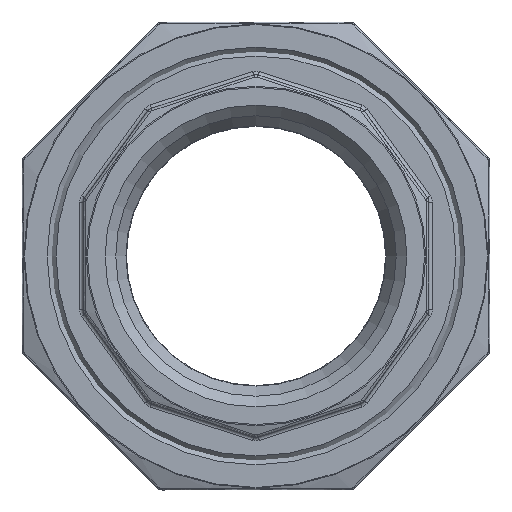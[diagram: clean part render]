
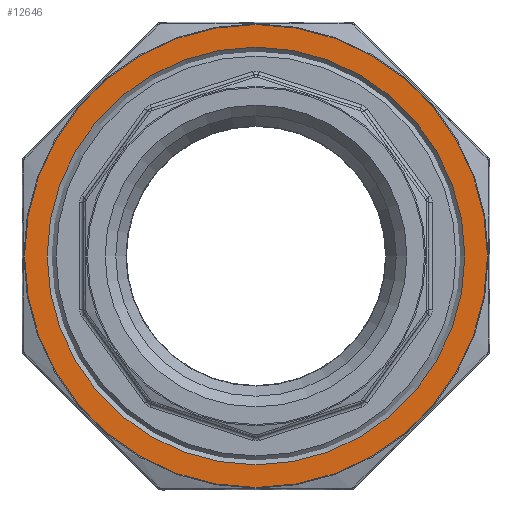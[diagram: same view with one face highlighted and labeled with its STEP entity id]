
A CAD part, left-side view. The second image highlights one B-rep face of the part: STEP entity #12646.
In plain terms, the highlighted planar face has unit normal (-1, 0, 0).
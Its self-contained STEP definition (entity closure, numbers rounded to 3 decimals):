
#704 = CARTESIAN_POINT ( 'NONE',  ( -22., 0., 0. ) ) ;
#823 = CARTESIAN_POINT ( 'NONE',  ( -22., 42.92, 0. ) ) ;
#950 = AXIS2_PLACEMENT_3D ( 'NONE', #704, #6126, #11507 ) ;
#2564 = FACE_OUTER_BOUND ( 'NONE', #14130, .T. ) ;
#4574 = CARTESIAN_POINT ( 'NONE',  ( -22., 0., -29. ) ) ;
#4923 = CARTESIAN_POINT ( 'NONE',  ( -22., 0., 0. ) ) ;
#6126 = DIRECTION ( 'NONE',  ( -1., 0., 0. ) ) ;
#6357 = DIRECTION ( 'NONE',  ( 0., 0., -1. ) ) ;
#7166 = VERTEX_POINT ( 'NONE', #12540 ) ;
#9284 = FACE_BOUND ( 'NONE', #17166, .T. ) ;
#9422 = CIRCLE ( 'NONE', #950, 32.147 ) ;
#10103 = CIRCLE ( 'NONE', #12620, 29. ) ;
#11507 = DIRECTION ( 'NONE',  ( 0., 0., 1. ) ) ;
#12044 = DIRECTION ( 'NONE',  ( 0., 0., 1. ) ) ;
#12204 = EDGE_CURVE ( 'NONE', #7166, #7166, #9422, .T. ) ;
#12540 = CARTESIAN_POINT ( 'NONE',  ( -22., 0., 32.147 ) ) ;
#12620 = AXIS2_PLACEMENT_3D ( 'NONE', #4923, #12861, #6357 ) ;
#12646 = ADVANCED_FACE ( 'NONE', ( #2564, #9284 ), #17387, .T. ) ;
#12861 = DIRECTION ( 'NONE',  ( 1., 0., 0. ) ) ;
#13934 = VERTEX_POINT ( 'NONE', #4574 ) ;
#14130 = EDGE_LOOP ( 'NONE', ( #16697 ) ) ;
#14658 = DIRECTION ( 'NONE',  ( -1., 0., 0. ) ) ;
#14745 = AXIS2_PLACEMENT_3D ( 'NONE', #823, #14658, #12044 ) ;
#15952 = EDGE_CURVE ( 'NONE', #13934, #13934, #10103, .T. ) ;
#16322 = ORIENTED_EDGE ( 'NONE', *, *, #15952, .T. ) ;
#16697 = ORIENTED_EDGE ( 'NONE', *, *, #12204, .T. ) ;
#17166 = EDGE_LOOP ( 'NONE', ( #16322 ) ) ;
#17387 = PLANE ( 'NONE',  #14745 ) ;
